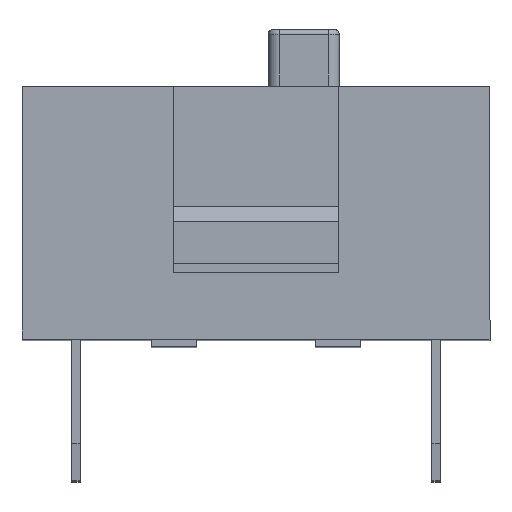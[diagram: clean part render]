
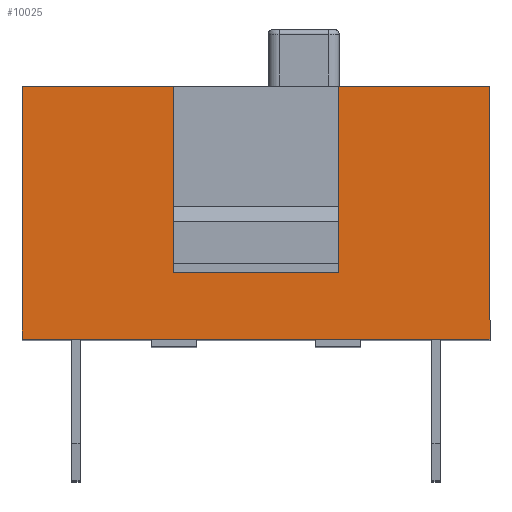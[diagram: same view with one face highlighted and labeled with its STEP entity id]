
A CAD part, top view. The second image highlights one B-rep face of the part: STEP entity #10025.
In plain terms, the highlighted planar face has unit normal (0, 0, 1).
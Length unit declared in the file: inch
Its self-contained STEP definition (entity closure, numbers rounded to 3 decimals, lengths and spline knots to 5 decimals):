
#332 = ORIENTED_EDGE ( 'NONE', *, *, #696, .F. ) ;
#512 = LINE ( 'NONE', #10134, #5107 ) ;
#696 = EDGE_CURVE ( 'NONE', #9593, #13074, #512, .T. ) ;
#714 = VECTOR ( 'NONE', #2462, 39.37008 ) ;
#1224 = DIRECTION ( 'NONE',  ( 0., 1., 0. ) ) ;
#1643 = ORIENTED_EDGE ( 'NONE', *, *, #11644, .T. ) ;
#1952 = ORIENTED_EDGE ( 'NONE', *, *, #15172, .F. ) ;
#2021 = AXIS2_PLACEMENT_3D ( 'NONE', #11806, #5954, #11955 ) ;
#2462 = DIRECTION ( 'NONE',  ( 1., 0., 0. ) ) ;
#2524 = ORIENTED_EDGE ( 'NONE', *, *, #7902, .T. ) ;
#2993 = CARTESIAN_POINT ( 'NONE',  ( 0.0689, 0.00138, 0.18209 ) ) ;
#3568 = LINE ( 'NONE', #4588, #13600 ) ;
#3671 = VERTEX_POINT ( 'NONE', #11570 ) ;
#3854 = CARTESIAN_POINT ( 'NONE',  ( 0.0689, 0.1565, 0.18209 ) ) ;
#4089 = CARTESIAN_POINT ( 'NONE',  ( 0.19488, 0.1565, 0.18209 ) ) ;
#4588 = CARTESIAN_POINT ( 'NONE',  ( -0.0689, 0.00138, 0.18209 ) ) ;
#5107 = VECTOR ( 'NONE', #12541, 39.37008 ) ;
#5131 = LINE ( 'NONE', #9957, #714 ) ;
#5530 = LINE ( 'NONE', #12631, #13077 ) ;
#5788 = FACE_OUTER_BOUND ( 'NONE', #14256, .T. ) ;
#5954 = DIRECTION ( 'NONE',  ( 0., 0., 1. ) ) ;
#6013 = ORIENTED_EDGE ( 'NONE', *, *, #7327, .F. ) ;
#6159 = VERTEX_POINT ( 'NONE', #6701 ) ;
#6646 = DIRECTION ( 'NONE',  ( 1., 0., 0. ) ) ;
#6701 = CARTESIAN_POINT ( 'NONE',  ( 0.19488, -0.05413, 0.18209 ) ) ;
#6938 = CARTESIAN_POINT ( 'NONE',  ( -0.0689, 0.00138, 0.18209 ) ) ;
#7025 = CARTESIAN_POINT ( 'NONE',  ( -0.19488, 0.1565, 0.18209 ) ) ;
#7327 = EDGE_CURVE ( 'NONE', #7859, #6159, #14861, .T. ) ;
#7720 = DIRECTION ( 'NONE',  ( 0., -1., 0. ) ) ;
#7745 = VECTOR ( 'NONE', #15277, 39.37008 ) ;
#7808 = DIRECTION ( 'NONE',  ( -1., 0., 0. ) ) ;
#7852 = CARTESIAN_POINT ( 'NONE',  ( -0.0689, 0.1565, 0.18209 ) ) ;
#7859 = VERTEX_POINT ( 'NONE', #13810 ) ;
#7902 = EDGE_CURVE ( 'NONE', #9593, #10791, #14493, .T. ) ;
#7962 = VECTOR ( 'NONE', #7808, 39.37008 ) ;
#8252 = DIRECTION ( 'NONE',  ( -1., 0., 0. ) ) ;
#8473 = ORIENTED_EDGE ( 'NONE', *, *, #15032, .T. ) ;
#8489 = ORIENTED_EDGE ( 'NONE', *, *, #10446, .F. ) ;
#9281 = VECTOR ( 'NONE', #8252, 39.37008 ) ;
#9443 = LINE ( 'NONE', #9681, #9281 ) ;
#9593 = VERTEX_POINT ( 'NONE', #9657 ) ;
#9657 = CARTESIAN_POINT ( 'NONE',  ( 0.0689, 0.00138, 0.18209 ) ) ;
#9681 = CARTESIAN_POINT ( 'NONE',  ( 0.19488, -0.05413, 0.18209 ) ) ;
#9957 = CARTESIAN_POINT ( 'NONE',  ( -0.19488, 0.1565, 0.18209 ) ) ;
#10025 = ADVANCED_FACE ( 'NONE', ( #5788 ), #12126, .T. ) ;
#10134 = CARTESIAN_POINT ( 'NONE',  ( 0.0689, 0.00138, 0.18209 ) ) ;
#10446 = EDGE_CURVE ( 'NONE', #6159, #13606, #9443, .T. ) ;
#10791 = VERTEX_POINT ( 'NONE', #6938 ) ;
#11566 = EDGE_CURVE ( 'NONE', #13074, #7859, #5530, .T. ) ;
#11570 = CARTESIAN_POINT ( 'NONE',  ( -0.19488, 0.1565, 0.18209 ) ) ;
#11644 = EDGE_CURVE ( 'NONE', #10791, #11781, #3568, .T. ) ;
#11781 = VERTEX_POINT ( 'NONE', #7852 ) ;
#11806 = CARTESIAN_POINT ( 'NONE',  ( -0.19488, -0.05413, 0.18209 ) ) ;
#11955 = DIRECTION ( 'NONE',  ( 1., 0., 0. ) ) ;
#12126 = PLANE ( 'NONE',  #2021 ) ;
#12541 = DIRECTION ( 'NONE',  ( 0., 1., 0. ) ) ;
#12631 = CARTESIAN_POINT ( 'NONE',  ( 0.0689, 0.1565, 0.18209 ) ) ;
#12999 = LINE ( 'NONE', #7025, #7745 ) ;
#13074 = VERTEX_POINT ( 'NONE', #3854 ) ;
#13075 = CARTESIAN_POINT ( 'NONE',  ( -0.19488, -0.05413, 0.18209 ) ) ;
#13077 = VECTOR ( 'NONE', #6646, 39.37008 ) ;
#13600 = VECTOR ( 'NONE', #1224, 39.37008 ) ;
#13606 = VERTEX_POINT ( 'NONE', #13075 ) ;
#13758 = ORIENTED_EDGE ( 'NONE', *, *, #11566, .F. ) ;
#13810 = CARTESIAN_POINT ( 'NONE',  ( 0.19488, 0.1565, 0.18209 ) ) ;
#14256 = EDGE_LOOP ( 'NONE', ( #8473, #8489, #6013, #13758, #332, #2524, #1643, #1952 ) ) ;
#14493 = LINE ( 'NONE', #2993, #7962 ) ;
#14861 = LINE ( 'NONE', #4089, #15195 ) ;
#15032 = EDGE_CURVE ( 'NONE', #3671, #13606, #12999, .T. ) ;
#15172 = EDGE_CURVE ( 'NONE', #3671, #11781, #5131, .T. ) ;
#15195 = VECTOR ( 'NONE', #7720, 39.37008 ) ;
#15277 = DIRECTION ( 'NONE',  ( 0., -1., 0. ) ) ;
